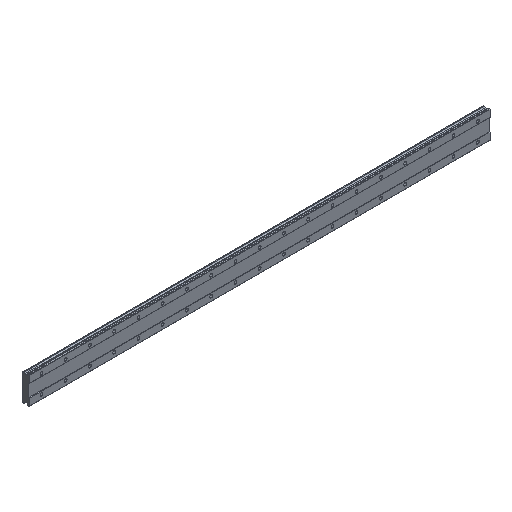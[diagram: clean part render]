
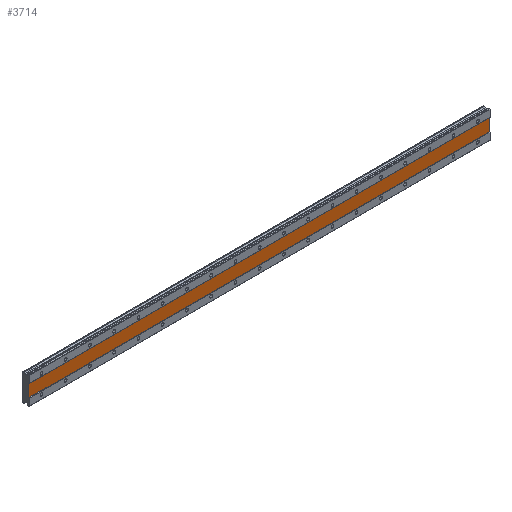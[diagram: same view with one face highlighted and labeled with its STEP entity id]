
A CAD part, isometric view. The second image highlights one B-rep face of the part: STEP entity #3714.
In plain terms, the highlighted planar face has unit normal (0, -1, 0).
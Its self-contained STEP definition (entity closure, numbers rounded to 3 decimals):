
#53 = DIRECTION ( 'NONE',  ( 0., 1., 0. ) ) ;
#107 = DIRECTION ( 'NONE',  ( 1., 0., 0. ) ) ;
#627 = LINE ( 'NONE', #4972, #5801 ) ;
#856 = VECTOR ( 'NONE', #4890, 1000. ) ;
#861 = CARTESIAN_POINT ( 'NONE',  ( 1480., 1., 20. ) ) ;
#1158 = CARTESIAN_POINT ( 'NONE',  ( 1480., 1., 20. ) ) ;
#1290 = EDGE_CURVE ( 'NONE', #2092, #6420, #627, .T. ) ;
#1646 = PLANE ( 'NONE',  #3945 ) ;
#1820 = CARTESIAN_POINT ( 'NONE',  ( -40., 1., -20. ) ) ;
#1869 = VERTEX_POINT ( 'NONE', #6506 ) ;
#2092 = VERTEX_POINT ( 'NONE', #5288 ) ;
#2220 = DIRECTION ( 'NONE',  ( 0., 0., -1. ) ) ;
#2327 = DIRECTION ( 'NONE',  ( 0., 0., 1. ) ) ;
#2725 = VERTEX_POINT ( 'NONE', #1820 ) ;
#2792 = EDGE_LOOP ( 'NONE', ( #5891, #2897, #5112, #3931 ) ) ;
#2897 = ORIENTED_EDGE ( 'NONE', *, *, #4956, .F. ) ;
#3172 = CARTESIAN_POINT ( 'NONE',  ( -40., 1., 20. ) ) ;
#3310 = EDGE_CURVE ( 'NONE', #2725, #2092, #5790, .T. ) ;
#3714 = ADVANCED_FACE ( 'NONE', ( #5446 ), #1646, .F. ) ;
#3790 = CARTESIAN_POINT ( 'NONE',  ( 1480., 1., -20. ) ) ;
#3812 = VECTOR ( 'NONE', #2220, 1000. ) ;
#3931 = ORIENTED_EDGE ( 'NONE', *, *, #3310, .F. ) ;
#3945 = AXIS2_PLACEMENT_3D ( 'NONE', #6621, #53, #2327 ) ;
#4786 = LINE ( 'NONE', #3790, #856 ) ;
#4890 = DIRECTION ( 'NONE',  ( -1., 0., 0. ) ) ;
#4908 = EDGE_CURVE ( 'NONE', #1869, #2725, #4786, .T. ) ;
#4956 = EDGE_CURVE ( 'NONE', #6420, #1869, #6490, .T. ) ;
#4972 = CARTESIAN_POINT ( 'NONE',  ( 1480., 1., 20. ) ) ;
#5112 = ORIENTED_EDGE ( 'NONE', *, *, #1290, .F. ) ;
#5288 = CARTESIAN_POINT ( 'NONE',  ( -40., 1., 20. ) ) ;
#5446 = FACE_OUTER_BOUND ( 'NONE', #2792, .T. ) ;
#5790 = LINE ( 'NONE', #3172, #5989 ) ;
#5801 = VECTOR ( 'NONE', #107, 1000. ) ;
#5858 = DIRECTION ( 'NONE',  ( 0., 0., 1. ) ) ;
#5891 = ORIENTED_EDGE ( 'NONE', *, *, #4908, .F. ) ;
#5989 = VECTOR ( 'NONE', #5858, 1000. ) ;
#6420 = VERTEX_POINT ( 'NONE', #861 ) ;
#6490 = LINE ( 'NONE', #1158, #3812 ) ;
#6506 = CARTESIAN_POINT ( 'NONE',  ( 1480., 1., -20. ) ) ;
#6621 = CARTESIAN_POINT ( 'NONE',  ( 1480., 1., 20. ) ) ;
